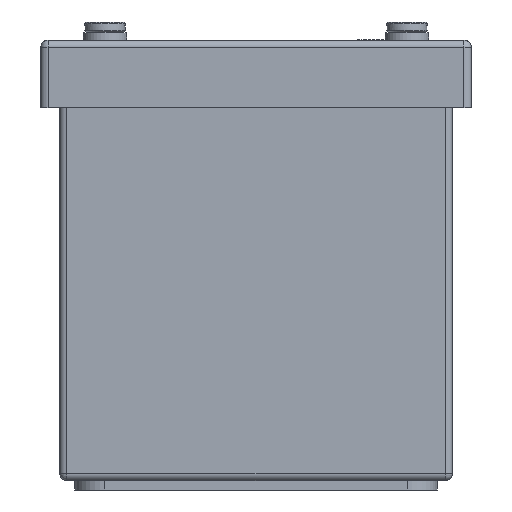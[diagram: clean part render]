
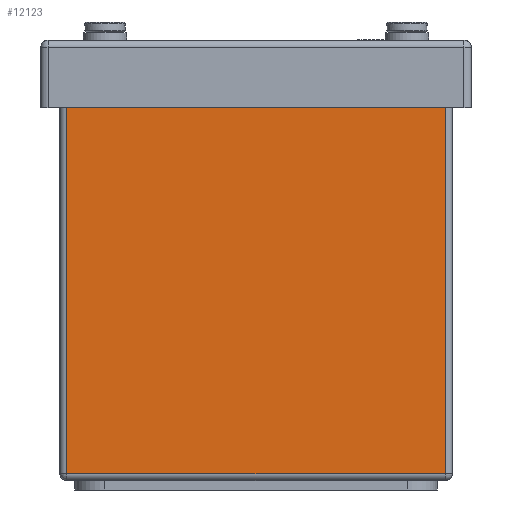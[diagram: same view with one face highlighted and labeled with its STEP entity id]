
A CAD part, left-side view. The second image highlights one B-rep face of the part: STEP entity #12123.
In plain terms, the highlighted planar face has unit normal (-1, 0, 0).
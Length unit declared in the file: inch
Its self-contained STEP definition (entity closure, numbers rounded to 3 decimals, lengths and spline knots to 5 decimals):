
#193 = CARTESIAN_POINT ( 'NONE',  ( 0., 3.19, 3.44 ) ) ;
#572 = VECTOR ( 'NONE', #6723, 39.37008 ) ;
#815 = CARTESIAN_POINT ( 'NONE',  ( 0., 3.25, 0. ) ) ;
#948 = LINE ( 'NONE', #8909, #9846 ) ;
#1055 = VERTEX_POINT ( 'NONE', #8550 ) ;
#1057 = VECTOR ( 'NONE', #4389, 39.37008 ) ;
#1477 = LINE ( 'NONE', #12358, #572 ) ;
#1741 = EDGE_CURVE ( 'NONE', #1055, #12694, #7343, .T. ) ;
#3236 = EDGE_CURVE ( 'NONE', #5929, #1055, #11277, .T. ) ;
#3993 = PLANE ( 'NONE',  #10747 ) ;
#4389 = DIRECTION ( 'NONE',  ( 0., 0., 1. ) ) ;
#5870 = FACE_OUTER_BOUND ( 'NONE', #7481, .T. ) ;
#5929 = VERTEX_POINT ( 'NONE', #13547 ) ;
#6105 = CARTESIAN_POINT ( 'NONE',  ( 0., 3.19, 0.06 ) ) ;
#6723 = DIRECTION ( 'NONE',  ( 0., 0., -1. ) ) ;
#6965 = ORIENTED_EDGE ( 'NONE', *, *, #3236, .T. ) ;
#7343 = LINE ( 'NONE', #11888, #13667 ) ;
#7481 = EDGE_LOOP ( 'NONE', ( #14307, #6965, #8463, #12515 ) ) ;
#8463 = ORIENTED_EDGE ( 'NONE', *, *, #1741, .T. ) ;
#8550 = CARTESIAN_POINT ( 'NONE',  ( 0., 0.06, 3.44 ) ) ;
#8909 = CARTESIAN_POINT ( 'NONE',  ( 0., 0., 0.06 ) ) ;
#9846 = VECTOR ( 'NONE', #10945, 39.37008 ) ;
#10747 = AXIS2_PLACEMENT_3D ( 'NONE', #815, #12927, #11760 ) ;
#10945 = DIRECTION ( 'NONE',  ( 0., -1., 0. ) ) ;
#11277 = LINE ( 'NONE', #13473, #1057 ) ;
#11760 = DIRECTION ( 'NONE',  ( 0., 0., 1. ) ) ;
#11888 = CARTESIAN_POINT ( 'NONE',  ( 0., 3.25, 3.44 ) ) ;
#12123 = ADVANCED_FACE ( 'NONE', ( #5870 ), #3993, .T. ) ;
#12162 = EDGE_CURVE ( 'NONE', #14241, #5929, #948, .T. ) ;
#12358 = CARTESIAN_POINT ( 'NONE',  ( 0., 3.19, 0. ) ) ;
#12515 = ORIENTED_EDGE ( 'NONE', *, *, #13608, .T. ) ;
#12694 = VERTEX_POINT ( 'NONE', #193 ) ;
#12927 = DIRECTION ( 'NONE',  ( -1., 0., 0. ) ) ;
#13473 = CARTESIAN_POINT ( 'NONE',  ( 0., 0.06, 0. ) ) ;
#13547 = CARTESIAN_POINT ( 'NONE',  ( 0., 0.06, 0.06 ) ) ;
#13608 = EDGE_CURVE ( 'NONE', #12694, #14241, #1477, .T. ) ;
#13667 = VECTOR ( 'NONE', #14240, 39.37008 ) ;
#14240 = DIRECTION ( 'NONE',  ( 0., 1., 0. ) ) ;
#14241 = VERTEX_POINT ( 'NONE', #6105 ) ;
#14307 = ORIENTED_EDGE ( 'NONE', *, *, #12162, .T. ) ;
